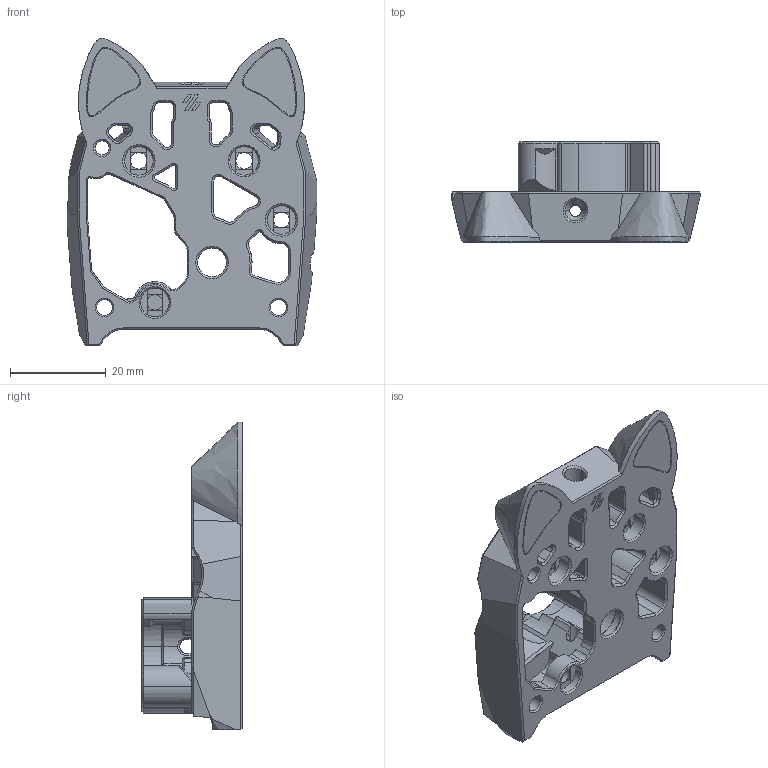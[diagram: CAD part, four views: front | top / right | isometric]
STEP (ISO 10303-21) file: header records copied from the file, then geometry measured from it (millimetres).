
FILE_DESCRIPTION (( 'STEP AP214' ), '1' );
FILE_NAME ('tinyCW2前体-猫耳.STEP', '2023-10-22T03:05:01', ( '' ), ( '' ), 'SwSTEP 2.0', 'SolidWorks 2022', '' );
FILE_SCHEMA (( 'AUTOMOTIVE_DESIGN' ));
Length unit declared in the file: millimetre
Products named in the file (1): tinyCW2前体-猫耳
Bounding box: 52.19 x 20.96 x 64.22 mm (x, y, z)
Volume: 19789.3 mm3; surface area: 12061.5 mm2
Topology: 3 solids, 4 shells, 833 faces, 2127 edges, 1305 vertices
Faces by surface type: plane 338, cone 217, cylinder 189, bspline 87, torus 2
Entity records: 27608 total; most frequent: CARTESIAN_POINT 7874, ORIENTED_EDGE 4250, DIRECTION 3858, EDGE_CURVE 2125, AXIS2_PLACEMENT_3D 1309, VERTEX_POINT 1305, LINE 1240, VECTOR 1240
